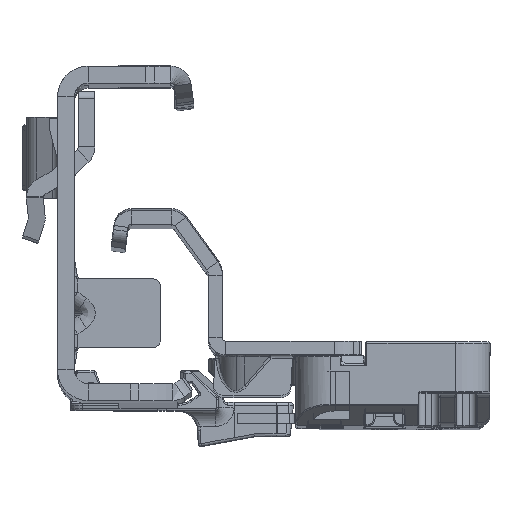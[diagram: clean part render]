
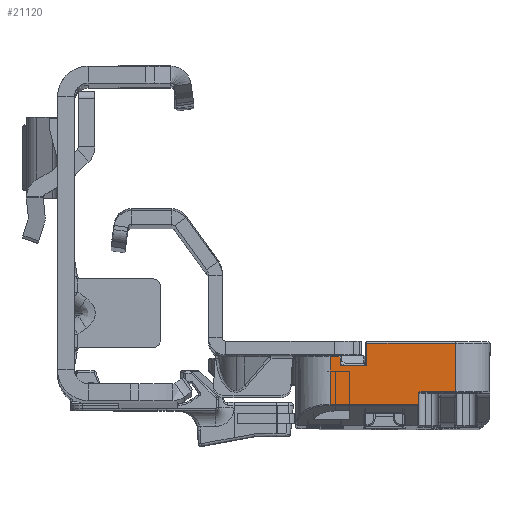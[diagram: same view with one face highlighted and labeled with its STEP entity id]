
A CAD part, top view. The second image highlights one B-rep face of the part: STEP entity #21120.
In plain terms, the highlighted face is planar.
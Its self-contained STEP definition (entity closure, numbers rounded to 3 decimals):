
#286 = CARTESIAN_POINT ( 'NONE',  ( -13.7, 2., -284.5 ) ) ;
#631 = CARTESIAN_POINT ( 'NONE',  ( -8.291, -6.749, -284.5 ) ) ;
#1847 = DIRECTION ( 'NONE',  ( 1., 0., 0. ) ) ;
#1993 = VECTOR ( 'NONE', #32504, 1000. ) ;
#3291 = EDGE_CURVE ( 'NONE', #41822, #63110, #51318, .T. ) ;
#4777 = VERTEX_POINT ( 'NONE', #103593 ) ;
#6179 = CARTESIAN_POINT ( 'NONE',  ( -8.3, -6.785, -284.5 ) ) ;
#7117 = CARTESIAN_POINT ( 'NONE',  ( -0.75, 2.1, -284.5 ) ) ;
#9730 = CARTESIAN_POINT ( 'NONE',  ( -8.5, -5., -284.5 ) ) ;
#10072 = DIRECTION ( 'NONE',  ( 0., -1., 0. ) ) ;
#12167 = CARTESIAN_POINT ( 'NONE',  ( 19.8, -1.15, -284.5 ) ) ;
#14505 = LINE ( 'NONE', #25488, #110770 ) ;
#15085 = VECTOR ( 'NONE', #84797, 1000. ) ;
#16359 = VECTOR ( 'NONE', #23811, 1000. ) ;
#16935 = EDGE_CURVE ( 'NONE', #99842, #87160, #20423, .T. ) ;
#17097 = ORIENTED_EDGE ( 'NONE', *, *, #16935, .T. ) ;
#17731 = VERTEX_POINT ( 'NONE', #115445 ) ;
#18056 = LINE ( 'NONE', #57329, #112471 ) ;
#19935 = DIRECTION ( 'NONE',  ( 1., 0., 0. ) ) ;
#20378 = LINE ( 'NONE', #40347, #126653 ) ;
#20423 = LINE ( 'NONE', #118261, #31375 ) ;
#21120 = ADVANCED_FACE ( 'NONE', ( #76644 ), #54797, .F. ) ;
#22227 = AXIS2_PLACEMENT_3D ( 'NONE', #46433, #113375, #57331 ) ;
#23811 = DIRECTION ( 'NONE',  ( 1., 0., 0. ) ) ;
#25488 = CARTESIAN_POINT ( 'NONE',  ( 3.15, 0.1, -284.5 ) ) ;
#28086 = DIRECTION ( 'NONE',  ( 0., 1., 0. ) ) ;
#28180 = EDGE_CURVE ( 'NONE', #39210, #75213, #70802, .T. ) ;
#29877 = CARTESIAN_POINT ( 'NONE',  ( -0.75, -1.15, -284.5 ) ) ;
#31367 = ORIENTED_EDGE ( 'NONE', *, *, #60101, .F. ) ;
#31375 = VECTOR ( 'NONE', #39745, 1000. ) ;
#31866 = CARTESIAN_POINT ( 'NONE',  ( 4.6, -242.444, -284.5 ) ) ;
#32504 = DIRECTION ( 'NONE',  ( 0., 1., 0. ) ) ;
#34517 = DIRECTION ( 'NONE',  ( 0., 1., 0. ) ) ;
#36540 = CARTESIAN_POINT ( 'NONE',  ( -13.7, -5., -284.5 ) ) ;
#38958 = CARTESIAN_POINT ( 'NONE',  ( -8.5, -5.2, -284.5 ) ) ;
#39210 = VERTEX_POINT ( 'NONE', #85747 ) ;
#39745 = DIRECTION ( 'NONE',  ( 0., -1., 0. ) ) ;
#40347 = CARTESIAN_POINT ( 'NONE',  ( -0.7, 2.1, -284.5 ) ) ;
#41822 = VERTEX_POINT ( 'NONE', #64481 ) ;
#42926 = VECTOR ( 'NONE', #1847, 1000. ) ;
#43048 = ORIENTED_EDGE ( 'NONE', *, *, #63290, .T. ) ;
#43457 = EDGE_CURVE ( 'NONE', #78023, #41822, #122131, .T. ) ;
#46433 = CARTESIAN_POINT ( 'NONE',  ( 19.8, 2.6, -284.5 ) ) ;
#47094 = ORIENTED_EDGE ( 'NONE', *, *, #43457, .T. ) ;
#51318 =( BOUNDED_CURVE ( )  B_SPLINE_CURVE ( 3, ( #109477, #631, #118479, #120391 ),
 .UNSPECIFIED., .F., .T. ) 
 B_SPLINE_CURVE_WITH_KNOTS ( ( 4, 4 ),
 ( 1.047, 1.571 ),
 .UNSPECIFIED. ) 
 CURVE ( )  GEOMETRIC_REPRESENTATION_ITEM ( )  RATIONAL_B_SPLINE_CURVE ( ( 1., 0.977, 0.977, 1. ) ) 
 REPRESENTATION_ITEM ( '' )  );
#54289 = EDGE_CURVE ( 'NONE', #17731, #88586, #99520, .T. ) ;
#54336 = AXIS2_PLACEMENT_3D ( 'NONE', #38958, #67312, #57645 ) ;
#54797 = PLANE ( 'NONE',  #22227 ) ;
#57329 = CARTESIAN_POINT ( 'NONE',  ( -8.3, -5., -284.5 ) ) ;
#57331 = DIRECTION ( 'NONE',  ( 1., 0., 0. ) ) ;
#57645 = DIRECTION ( 'NONE',  ( 1., 0., 0. ) ) ;
#58280 = VERTEX_POINT ( 'NONE', #70886 ) ;
#60101 = EDGE_CURVE ( 'NONE', #78023, #75213, #91053, .T. ) ;
#60271 = DIRECTION ( 'NONE',  ( 1., 0., 0. ) ) ;
#63110 = VERTEX_POINT ( 'NONE', #113180 ) ;
#63290 = EDGE_CURVE ( 'NONE', #58280, #99842, #20378, .T. ) ;
#64481 = CARTESIAN_POINT ( 'NONE',  ( -8.273, -6.785, -284.5 ) ) ;
#65719 = EDGE_LOOP ( 'NONE', ( #85223, #120441, #75012, #31367, #47094, #120962, #88117, #118477, #75164, #71510, #43048, #17097 ) ) ;
#67312 = DIRECTION ( 'NONE',  ( 0., 0., 1. ) ) ;
#70802 = LINE ( 'NONE', #109422, #42926 ) ;
#70886 = CARTESIAN_POINT ( 'NONE',  ( -13.7, 2.1, -284.5 ) ) ;
#71496 = VECTOR ( 'NONE', #10072, 1000. ) ;
#71510 = ORIENTED_EDGE ( 'NONE', *, *, #73120, .T. ) ;
#73120 = EDGE_CURVE ( 'NONE', #91781, #58280, #88537, .T. ) ;
#75012 = ORIENTED_EDGE ( 'NONE', *, *, #28180, .T. ) ;
#75164 = ORIENTED_EDGE ( 'NONE', *, *, #122655, .F. ) ;
#75213 = VERTEX_POINT ( 'NONE', #106175 ) ;
#76644 = FACE_OUTER_BOUND ( 'NONE', #65719, .T. ) ;
#78023 = VERTEX_POINT ( 'NONE', #96516 ) ;
#80319 = EDGE_CURVE ( 'NONE', #17731, #63110, #98302, .T. ) ;
#82683 = EDGE_CURVE ( 'NONE', #87160, #4777, #111343, .T. ) ;
#84797 = DIRECTION ( 'NONE',  ( -1., 0., 0. ) ) ;
#85223 = ORIENTED_EDGE ( 'NONE', *, *, #82683, .T. ) ;
#85747 = CARTESIAN_POINT ( 'NONE',  ( 3.15, 0.1, -284.5 ) ) ;
#85929 = EDGE_CURVE ( 'NONE', #4777, #39210, #14505, .T. ) ;
#87160 = VERTEX_POINT ( 'NONE', #29877 ) ;
#88117 = ORIENTED_EDGE ( 'NONE', *, *, #80319, .F. ) ;
#88537 = LINE ( 'NONE', #286, #94950 ) ;
#88586 = VERTEX_POINT ( 'NONE', #9730 ) ;
#91053 = LINE ( 'NONE', #31866, #1993 ) ;
#91781 = VERTEX_POINT ( 'NONE', #36540 ) ;
#94950 = VECTOR ( 'NONE', #28086, 1000. ) ;
#96516 = CARTESIAN_POINT ( 'NONE',  ( 4.6, -6.785, -284.5 ) ) ;
#97693 = CARTESIAN_POINT ( 'NONE',  ( -8.3, 0., -284.5 ) ) ;
#98302 = LINE ( 'NONE', #97693, #71496 ) ;
#99520 = CIRCLE ( 'NONE', #54336, 0.2 ) ;
#99842 = VERTEX_POINT ( 'NONE', #7117 ) ;
#103593 = CARTESIAN_POINT ( 'NONE',  ( 3.15, -1.15, -284.5 ) ) ;
#106175 = CARTESIAN_POINT ( 'NONE',  ( 4.6, 0.1, -284.5 ) ) ;
#109422 = CARTESIAN_POINT ( 'NONE',  ( 4.6, 0.1, -284.5 ) ) ;
#109477 = CARTESIAN_POINT ( 'NONE',  ( -8.273, -6.785, -284.5 ) ) ;
#110770 = VECTOR ( 'NONE', #34517, 1000. ) ;
#111343 = LINE ( 'NONE', #12167, #16359 ) ;
#112471 = VECTOR ( 'NONE', #19935, 1000. ) ;
#113180 = CARTESIAN_POINT ( 'NONE',  ( -8.3, -6.669, -284.5 ) ) ;
#113375 = DIRECTION ( 'NONE',  ( 0., 0., 1. ) ) ;
#115445 = CARTESIAN_POINT ( 'NONE',  ( -8.3, -5.2, -284.5 ) ) ;
#118261 = CARTESIAN_POINT ( 'NONE',  ( -0.75, -0.9, -284.5 ) ) ;
#118477 = ORIENTED_EDGE ( 'NONE', *, *, #54289, .T. ) ;
#118479 = CARTESIAN_POINT ( 'NONE',  ( -8.3, -6.71, -284.5 ) ) ;
#120391 = CARTESIAN_POINT ( 'NONE',  ( -8.3, -6.669, -284.5 ) ) ;
#120441 = ORIENTED_EDGE ( 'NONE', *, *, #85929, .T. ) ;
#120962 = ORIENTED_EDGE ( 'NONE', *, *, #3291, .T. ) ;
#122131 = LINE ( 'NONE', #6179, #15085 ) ;
#122655 = EDGE_CURVE ( 'NONE', #91781, #88586, #18056, .T. ) ;
#126653 = VECTOR ( 'NONE', #60271, 1000. ) ;
